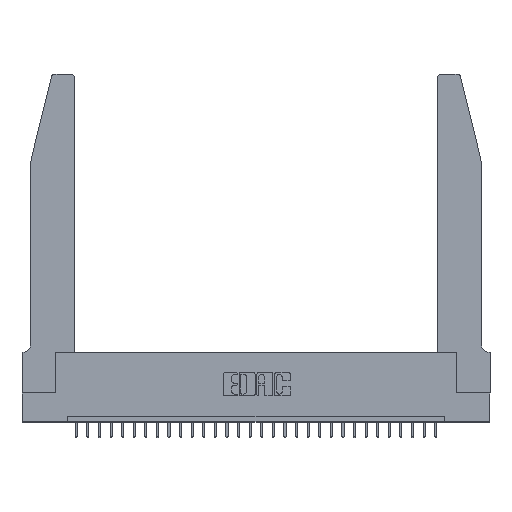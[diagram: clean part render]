
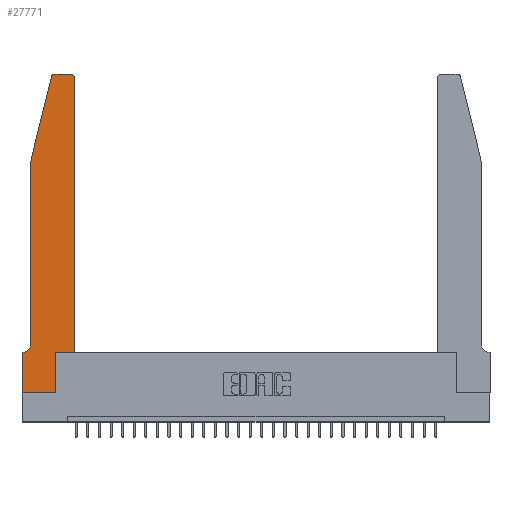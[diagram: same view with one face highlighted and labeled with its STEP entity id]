
A CAD part, top view. The second image highlights one B-rep face of the part: STEP entity #27771.
In plain terms, the highlighted planar face has unit normal (0, 0, 1).
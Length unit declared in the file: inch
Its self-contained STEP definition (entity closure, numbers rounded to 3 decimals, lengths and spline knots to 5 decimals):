
#233 = VECTOR ( 'NONE', #11056, 39.37008 ) ;
#1846 = DIRECTION ( 'NONE',  ( 1., 0., 0. ) ) ;
#2073 = AXIS2_PLACEMENT_3D ( 'NONE', #27456, #11046, #22561 ) ;
#2216 = ORIENTED_EDGE ( 'NONE', *, *, #20308, .T. ) ;
#2523 = CARTESIAN_POINT ( 'NONE',  ( 0., 0., 0.37 ) ) ;
#3357 = CARTESIAN_POINT ( 'NONE',  ( 0.284, 2.75, 0.37 ) ) ;
#3807 = CARTESIAN_POINT ( 'NONE',  ( 0.2865, 0., 0.37 ) ) ;
#3838 = DIRECTION ( 'NONE',  ( 0., 0., 1. ) ) ;
#4104 = VECTOR ( 'NONE', #28048, 39.37008 ) ;
#4423 = CARTESIAN_POINT ( 'NONE',  ( 0.0755, 0.35, 0.37 ) ) ;
#4876 = LINE ( 'NONE', #4423, #7179 ) ;
#4922 = CARTESIAN_POINT ( 'NONE',  ( 0.4205, 2.75, 0.37 ) ) ;
#5066 = CARTESIAN_POINT ( 'NONE',  ( 0.2865, 0.35, 0.37 ) ) ;
#5116 = LINE ( 'NONE', #2523, #13848 ) ;
#5550 = EDGE_CURVE ( 'NONE', #17173, #16635, #23754, .T. ) ;
#5566 = DIRECTION ( 'NONE',  ( 1., 0., 0. ) ) ;
#5960 = EDGE_CURVE ( 'NONE', #27664, #25685, #4876, .T. ) ;
#6514 = ORIENTED_EDGE ( 'NONE', *, *, #24370, .T. ) ;
#7179 = VECTOR ( 'NONE', #27703, 39.37008 ) ;
#7300 = DIRECTION ( 'NONE',  ( 1., 0., 0. ) ) ;
#7569 = CARTESIAN_POINT ( 'NONE',  ( 0., 0., 0.37 ) ) ;
#8174 = VECTOR ( 'NONE', #28653, 39.37008 ) ;
#8431 = CIRCLE ( 'NONE', #2073, 0.03 ) ;
#8648 = LINE ( 'NONE', #13102, #29545 ) ;
#8697 = ORIENTED_EDGE ( 'NONE', *, *, #15257, .T. ) ;
#9065 = CARTESIAN_POINT ( 'NONE',  ( 0.4505, 0.35, 0.37 ) ) ;
#9711 = ORIENTED_EDGE ( 'NONE', *, *, #10755, .T. ) ;
#10304 = LINE ( 'NONE', #21511, #16685 ) ;
#10314 = EDGE_CURVE ( 'NONE', #16751, #23084, #8648, .T. ) ;
#10755 = EDGE_CURVE ( 'NONE', #14787, #16751, #20865, .T. ) ;
#11046 = DIRECTION ( 'NONE',  ( 0., 0., 1. ) ) ;
#11056 = DIRECTION ( 'NONE',  ( 0., 1., 0. ) ) ;
#11856 = DIRECTION ( 'NONE',  ( 0., -1., 0. ) ) ;
#13012 = ORIENTED_EDGE ( 'NONE', *, *, #16186, .T. ) ;
#13102 = CARTESIAN_POINT ( 'NONE',  ( 0.0755, 2., 0.37 ) ) ;
#13405 = ORIENTED_EDGE ( 'NONE', *, *, #25459, .T. ) ;
#13848 = VECTOR ( 'NONE', #11856, 39.37008 ) ;
#14787 = VERTEX_POINT ( 'NONE', #27114 ) ;
#14933 = EDGE_LOOP ( 'NONE', ( #25295, #8697, #9711, #24989, #28286, #25057, #13405, #13012, #21765, #2216, #29058, #6514 ) ) ;
#15257 = EDGE_CURVE ( 'NONE', #28056, #14787, #27309, .T. ) ;
#16186 = EDGE_CURVE ( 'NONE', #23548, #17173, #19227, .T. ) ;
#16340 = DIRECTION ( 'NONE',  ( 0., 0., 1. ) ) ;
#16635 = VERTEX_POINT ( 'NONE', #26223 ) ;
#16685 = VECTOR ( 'NONE', #5566, 39.37008 ) ;
#16720 = DIRECTION ( 'NONE',  ( -1., 0., 0. ) ) ;
#16751 = VERTEX_POINT ( 'NONE', #29431 ) ;
#16920 = DIRECTION ( 'NONE',  ( 1., 0., 0. ) ) ;
#17173 = VERTEX_POINT ( 'NONE', #3807 ) ;
#17340 = AXIS2_PLACEMENT_3D ( 'NONE', #24821, #3838, #1846 ) ;
#17985 = VERTEX_POINT ( 'NONE', #22545 ) ;
#19227 = LINE ( 'NONE', #7569, #28827 ) ;
#20308 = EDGE_CURVE ( 'NONE', #16635, #17985, #10304, .T. ) ;
#20573 = LINE ( 'NONE', #9065, #233 ) ;
#20863 = CARTESIAN_POINT ( 'NONE',  ( 0.0055, 0.42, 0.37 ) ) ;
#20865 = LINE ( 'NONE', #23154, #4104 ) ;
#20870 = CARTESIAN_POINT ( 'NONE',  ( 0., 0.35, 0.37 ) ) ;
#21511 = CARTESIAN_POINT ( 'NONE',  ( 0.4505, 0.35, 0.37 ) ) ;
#21697 = CARTESIAN_POINT ( 'NONE',  ( 0., 0., 0.37 ) ) ;
#21765 = ORIENTED_EDGE ( 'NONE', *, *, #5550, .T. ) ;
#22136 = AXIS2_PLACEMENT_3D ( 'NONE', #20863, #23763, #16720 ) ;
#22163 = DIRECTION ( 'NONE',  ( -1., 0., 0. ) ) ;
#22545 = CARTESIAN_POINT ( 'NONE',  ( 0.4505, 0.35, 0.37 ) ) ;
#22561 = DIRECTION ( 'NONE',  ( 1., 0., 0. ) ) ;
#22629 = CIRCLE ( 'NONE', #22136, 0.07 ) ;
#23066 = VERTEX_POINT ( 'NONE', #4922 ) ;
#23084 = VERTEX_POINT ( 'NONE', #26064 ) ;
#23154 = CARTESIAN_POINT ( 'NONE',  ( 0.0755, 2., 0.37 ) ) ;
#23548 = VERTEX_POINT ( 'NONE', #21697 ) ;
#23754 = LINE ( 'NONE', #5066, #8174 ) ;
#23763 = DIRECTION ( 'NONE',  ( 0., 0., -1. ) ) ;
#24370 = EDGE_CURVE ( 'NONE', #27410, #23066, #8431, .T. ) ;
#24500 = EDGE_CURVE ( 'NONE', #23084, #27664, #22629, .T. ) ;
#24821 = CARTESIAN_POINT ( 'NONE',  ( 0., 0.35, 0.37 ) ) ;
#24989 = ORIENTED_EDGE ( 'NONE', *, *, #10314, .T. ) ;
#25057 = ORIENTED_EDGE ( 'NONE', *, *, #5960, .T. ) ;
#25151 = CARTESIAN_POINT ( 'NONE',  ( 0.4505, 2.72, 0.37 ) ) ;
#25295 = ORIENTED_EDGE ( 'NONE', *, *, #28544, .T. ) ;
#25459 = EDGE_CURVE ( 'NONE', #25685, #23548, #5116, .T. ) ;
#25685 = VERTEX_POINT ( 'NONE', #20870 ) ;
#25831 = CARTESIAN_POINT ( 'NONE',  ( 0.284, 2.72, 0.37 ) ) ;
#26064 = CARTESIAN_POINT ( 'NONE',  ( 0.0755, 0.42, 0.37 ) ) ;
#26223 = CARTESIAN_POINT ( 'NONE',  ( 0.2865, 0.35, 0.37 ) ) ;
#26379 = CARTESIAN_POINT ( 'NONE',  ( 0.0055, 0.35, 0.37 ) ) ;
#26906 = CARTESIAN_POINT ( 'NONE',  ( 0.2605, 2.75, 0.37 ) ) ;
#26937 = EDGE_CURVE ( 'NONE', #17985, #27410, #20573, .T. ) ;
#27114 = CARTESIAN_POINT ( 'NONE',  ( 0.25487, 2.72718, 0.37 ) ) ;
#27309 = CIRCLE ( 'NONE', #28293, 0.03 ) ;
#27410 = VERTEX_POINT ( 'NONE', #25151 ) ;
#27456 = CARTESIAN_POINT ( 'NONE',  ( 0.4205, 2.72, 0.37 ) ) ;
#27499 = LINE ( 'NONE', #26906, #30055 ) ;
#27664 = VERTEX_POINT ( 'NONE', #26379 ) ;
#27703 = DIRECTION ( 'NONE',  ( -1., 0., 0. ) ) ;
#27771 = ADVANCED_FACE ( 'NONE', ( #29424 ), #30029, .T. ) ;
#28048 = DIRECTION ( 'NONE',  ( -0.239, -0.971, 0. ) ) ;
#28056 = VERTEX_POINT ( 'NONE', #3357 ) ;
#28286 = ORIENTED_EDGE ( 'NONE', *, *, #24500, .T. ) ;
#28293 = AXIS2_PLACEMENT_3D ( 'NONE', #25831, #16340, #7300 ) ;
#28544 = EDGE_CURVE ( 'NONE', #23066, #28056, #27499, .T. ) ;
#28653 = DIRECTION ( 'NONE',  ( 0., 1., 0. ) ) ;
#28827 = VECTOR ( 'NONE', #16920, 39.37008 ) ;
#29058 = ORIENTED_EDGE ( 'NONE', *, *, #26937, .T. ) ;
#29424 = FACE_OUTER_BOUND ( 'NONE', #14933, .T. ) ;
#29431 = CARTESIAN_POINT ( 'NONE',  ( 0.0755, 2., 0.37 ) ) ;
#29495 = DIRECTION ( 'NONE',  ( 0., -1., 0. ) ) ;
#29545 = VECTOR ( 'NONE', #29495, 39.37008 ) ;
#30029 = PLANE ( 'NONE',  #17340 ) ;
#30055 = VECTOR ( 'NONE', #22163, 39.37008 ) ;
